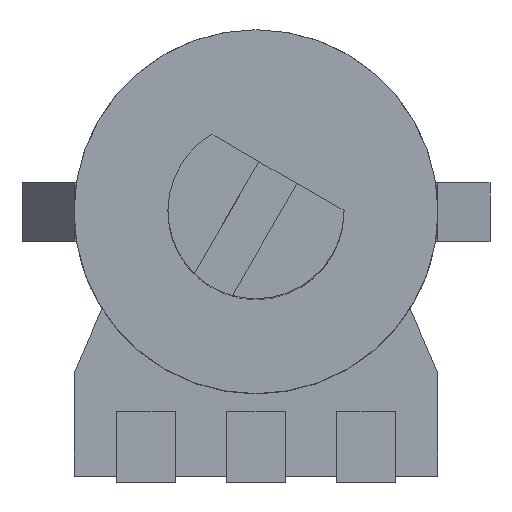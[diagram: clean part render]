
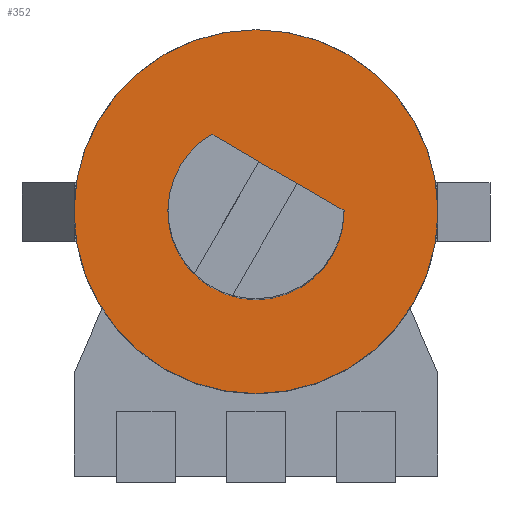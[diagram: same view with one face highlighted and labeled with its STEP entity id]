
A CAD part, top view. The second image highlights one B-rep face of the part: STEP entity #352.
In plain terms, the highlighted planar face has unit normal (0, 0, 1).
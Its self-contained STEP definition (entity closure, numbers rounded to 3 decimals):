
#15=EDGE_CURVE('NONE',#16,#18,#20,.T.);
#16=VERTEX_POINT('NONE',#17);
#17=CARTESIAN_POINT('',(-1.5,1.931,8.031));
#18=VERTEX_POINT('NONE',#19);
#19=CARTESIAN_POINT('',(0.0,-3.667,8.031));
#20=CIRCLE('',#21,3.0);
#21=AXIS2_PLACEMENT_3D('',#22,#23,#24);
#22=CARTESIAN_POINT('',(0.0,-0.667,8.031));
#23=DIRECTION('',(0.0,0.,1.0));
#24=DIRECTION('',(0.0,-1.0,0.));
#103=VERTEX_POINT('NONE',#104);
#104=CARTESIAN_POINT('',(0.,5.533,8.031));
#110=EDGE_CURVE('NONE',#103,#111,#113,.F.);
#111=VERTEX_POINT('NONE',#112);
#112=CARTESIAN_POINT('',(0.0,-6.867,8.031));
#113=CIRCLE('',#114,6.2);
#114=AXIS2_PLACEMENT_3D('',#115,#116,#117);
#115=CARTESIAN_POINT('',(0.0,-0.667,8.031));
#116=DIRECTION('',(0.0,0.,1.0));
#117=DIRECTION('',(0.0,-1.0,0.));
#236=EDGE_CURVE('NONE',#18,#237,#239,.T.);
#237=VERTEX_POINT('NONE',#238);
#238=CARTESIAN_POINT('',(3.0,-0.667,8.031));
#239=CIRCLE('',#240,3.0);
#240=AXIS2_PLACEMENT_3D('',#241,#242,#243);
#241=CARTESIAN_POINT('',(0.0,-0.667,8.031));
#242=DIRECTION('',(0.0,0.,1.0));
#243=DIRECTION('',(0.0,-1.0,0.));
#342=EDGE_CURVE('NONE',#237,#16,#343,.T.);
#343=LINE('',#344,#345);
#344=CARTESIAN_POINT('',(-1.5,1.931,8.031));
#345=VECTOR('',#346,1.0);
#346=DIRECTION('',(-0.866,0.5,0.0));
#352=ADVANCED_FACE('NONE',(#353,#363),#368,.T.);
#353=FACE_BOUND('NONE',#354,.T.);
#354=EDGE_LOOP('',(#355,#356));
#355=ORIENTED_EDGE('',*,*,#110,.F.);
#356=ORIENTED_EDGE('',*,*,#357,.T.);
#357=EDGE_CURVE('NONE',#103,#111,#358,.T.);
#358=CIRCLE('',#359,6.2);
#359=AXIS2_PLACEMENT_3D('',#360,#361,#362);
#360=CARTESIAN_POINT('',(0.0,-0.667,8.031));
#361=DIRECTION('',(0.0,0.,1.0));
#362=DIRECTION('',(0.0,-1.0,0.));
#363=FACE_BOUND('NONE',#364,.T.);
#364=EDGE_LOOP('',(#365,#366,#367));
#365=ORIENTED_EDGE('',*,*,#15,.F.);
#366=ORIENTED_EDGE('',*,*,#342,.F.);
#367=ORIENTED_EDGE('',*,*,#236,.F.);
#368=PLANE('',#369);
#369=AXIS2_PLACEMENT_3D('',#370,#371,#372);
#370=CARTESIAN_POINT('',(0.0,-0.667,8.031));
#371=DIRECTION('',(0.0,0.,1.0));
#372=DIRECTION('',(0.0,-1.0,0.));
